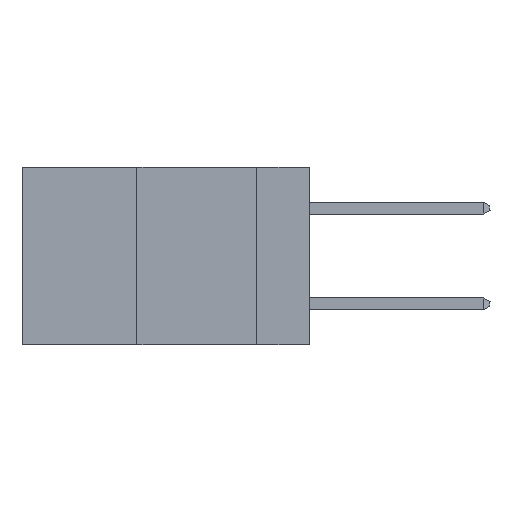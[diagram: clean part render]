
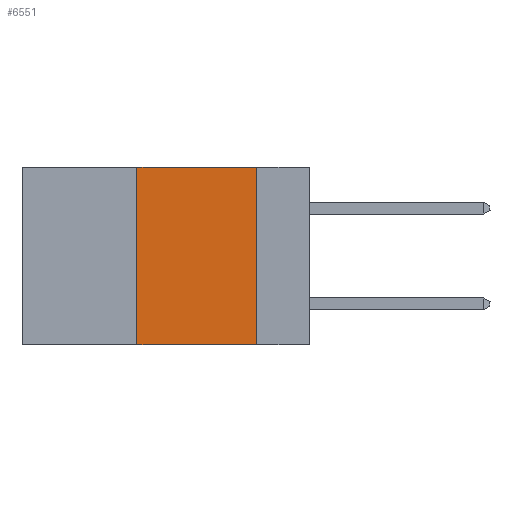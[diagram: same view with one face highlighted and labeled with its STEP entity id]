
A CAD part, left-side view. The second image highlights one B-rep face of the part: STEP entity #6551.
In plain terms, the highlighted planar face has unit normal (-1, 0, 0).
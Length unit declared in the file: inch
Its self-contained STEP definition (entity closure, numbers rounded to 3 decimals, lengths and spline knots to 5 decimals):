
#2383 = EDGE_CURVE ( 'NONE', #27115, #12685, #33048, .T. ) ;
#2684 = VECTOR ( 'NONE', #16136, 39.37008 ) ;
#6442 = ORIENTED_EDGE ( 'NONE', *, *, #28846, .F. ) ;
#6551 = ADVANCED_FACE ( 'NONE', ( #11929 ), #24788, .F. ) ;
#7589 = CARTESIAN_POINT ( 'NONE',  ( 0., 0.6, 0. ) ) ;
#7633 = VECTOR ( 'NONE', #36898, 39.37008 ) ;
#7834 = DIRECTION ( 'NONE',  ( 1., 0., 0. ) ) ;
#7858 = CARTESIAN_POINT ( 'NONE',  ( 0., 0.11, -0.37 ) ) ;
#8314 = CARTESIAN_POINT ( 'NONE',  ( 0., 0.6, 0. ) ) ;
#8330 = VERTEX_POINT ( 'NONE', #26751 ) ;
#10025 = CARTESIAN_POINT ( 'NONE',  ( 0., 0.36, 0. ) ) ;
#10276 = LINE ( 'NONE', #10025, #2684 ) ;
#10382 = EDGE_CURVE ( 'NONE', #27115, #19280, #10276, .T. ) ;
#10673 = DIRECTION ( 'NONE',  ( 0., -1., 0. ) ) ;
#11793 = EDGE_CURVE ( 'NONE', #8330, #12685, #34733, .T. ) ;
#11929 = FACE_OUTER_BOUND ( 'NONE', #17210, .T. ) ;
#12004 = VECTOR ( 'NONE', #14703, 39.37008 ) ;
#12685 = VERTEX_POINT ( 'NONE', #7858 ) ;
#13388 = ORIENTED_EDGE ( 'NONE', *, *, #2383, .T. ) ;
#14444 = VECTOR ( 'NONE', #10673, 39.37008 ) ;
#14703 = DIRECTION ( 'NONE',  ( 0., 0., -1. ) ) ;
#14845 = AXIS2_PLACEMENT_3D ( 'NONE', #7589, #7834, #30503 ) ;
#16136 = DIRECTION ( 'NONE',  ( 0., 0., 1. ) ) ;
#17210 = EDGE_LOOP ( 'NONE', ( #24033, #6442, #27155, #13388 ) ) ;
#17313 = CARTESIAN_POINT ( 'NONE',  ( 0., 0.36, -0.37 ) ) ;
#18743 = CARTESIAN_POINT ( 'NONE',  ( 0., 0.36, 0. ) ) ;
#19280 = VERTEX_POINT ( 'NONE', #18743 ) ;
#23820 = LINE ( 'NONE', #8314, #14444 ) ;
#24033 = ORIENTED_EDGE ( 'NONE', *, *, #11793, .F. ) ;
#24788 = PLANE ( 'NONE',  #14845 ) ;
#26751 = CARTESIAN_POINT ( 'NONE',  ( 0., 0.11, 0. ) ) ;
#27115 = VERTEX_POINT ( 'NONE', #17313 ) ;
#27155 = ORIENTED_EDGE ( 'NONE', *, *, #10382, .F. ) ;
#28513 = CARTESIAN_POINT ( 'NONE',  ( 0., 0.11, 0. ) ) ;
#28846 = EDGE_CURVE ( 'NONE', #19280, #8330, #23820, .T. ) ;
#30503 = DIRECTION ( 'NONE',  ( 0., 0., -1. ) ) ;
#33048 = LINE ( 'NONE', #36662, #7633 ) ;
#34733 = LINE ( 'NONE', #28513, #12004 ) ;
#36662 = CARTESIAN_POINT ( 'NONE',  ( 0., 0.6, -0.37 ) ) ;
#36898 = DIRECTION ( 'NONE',  ( 0., -1., 0. ) ) ;
